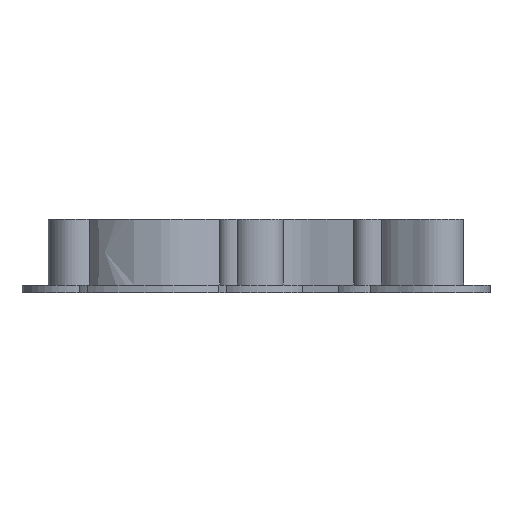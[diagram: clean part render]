
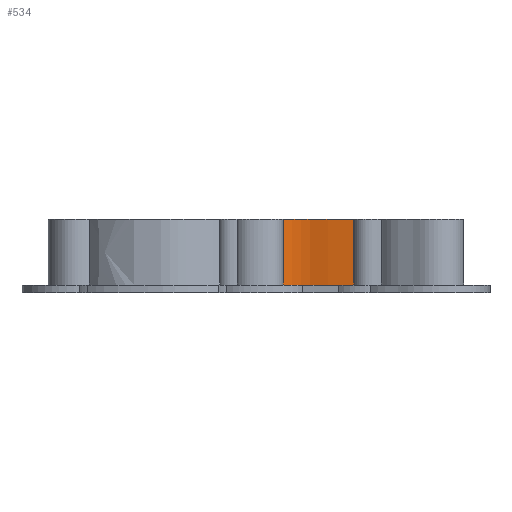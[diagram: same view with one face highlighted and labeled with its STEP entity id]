
A CAD part, left-side view. The second image highlights one B-rep face of the part: STEP entity #534.
In plain terms, the highlighted free-form (B-spline) face has degree [3, 1] with [11, 2] control points.
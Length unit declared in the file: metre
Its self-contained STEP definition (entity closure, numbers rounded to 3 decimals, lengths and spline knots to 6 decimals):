
#30=LINE('',#1217,#57);
#31=LINE('',#1290,#58);
#57=VECTOR('',#592,1.);
#58=VECTOR('',#593,1.);
#102=ORIENTED_EDGE('',*,*,#263,.T.);
#103=ORIENTED_EDGE('',*,*,#264,.F.);
#104=ORIENTED_EDGE('',*,*,#265,.F.);
#105=ORIENTED_EDGE('',*,*,#261,.T.);
#261=EDGE_CURVE('',#340,#339,#30,.T.);
#263=EDGE_CURVE('',#339,#341,#395,.T.);
#264=EDGE_CURVE('',#342,#341,#31,.T.);
#265=EDGE_CURVE('',#340,#342,#396,.T.);
#339=VERTEX_POINT('',#1216);
#340=VERTEX_POINT('',#1218);
#341=VERTEX_POINT('',#1289);
#342=VERTEX_POINT('',#1291);
#395=B_SPLINE_CURVE_WITH_KNOTS('',3,(#1269,#1270,#1271,#1272,#1273,#1274,
#1275,#1276,#1277,#1278,#1279,#1280,#1281,#1282,#1283,#1284,#1285,#1286,
#1287,#1288),.UNSPECIFIED.,.F.,.F.,(4,1,1,1,1,1,1,1,1,1,1,1,1,1,1,1,1,4),
(0.282292,0.286065,0.289837,0.29361,
0.295496,0.297382,0.301155,0.304927,
0.3087,0.312473,0.316245,0.320018,
0.32379,0.327563,0.331335,0.335108,
0.338881,0.342653),.UNSPECIFIED.);
#396=B_SPLINE_CURVE_WITH_KNOTS('',3,(#1292,#1293,#1294,#1295,#1296,#1297,
#1298,#1299,#1300,#1301,#1302,#1303,#1304,#1305,#1306,#1307,#1308,#1309,
#1310,#1311),.UNSPECIFIED.,.F.,.F.,(4,1,1,1,1,1,1,1,1,1,1,1,1,1,1,1,1,4),
(0.282292,0.286065,0.289837,0.29361,
0.295496,0.297382,0.301155,0.304927,
0.3087,0.312473,0.316245,0.320018,
0.32379,0.327563,0.331335,0.335108,
0.338881,0.342653),.UNSPECIFIED.);
#439=EDGE_LOOP('',(#102,#103,#104,#105));
#474=FACE_BOUND('',#439,.T.);
#509=B_SPLINE_SURFACE_WITH_KNOTS('',3,1,((#1247,#1248),(#1249,#1250),(#1251,
#1252),(#1253,#1254),(#1255,#1256),(#1257,#1258),(#1259,#1260),(#1261,#1262),
(#1263,#1264),(#1265,#1266),(#1267,#1268)),.SURF_OF_LINEAR_EXTRUSION.,.F.,
 .F.,.F.,(4,1,1,1,1,1,1,1,4),(2,2),(0.282292,0.289837,
0.297382,0.304927,0.312473,0.320018,
0.327563,0.335108,0.342653),(0.,1.),
 .UNSPECIFIED.);
#534=ADVANCED_FACE('',(#474),#509,.F.);
#592=DIRECTION('',(0.,0.,-1.));
#593=DIRECTION('',(0.,0.,-1.));
#1216=CARTESIAN_POINT('',(-0.009337,0.00758,0.));
#1217=CARTESIAN_POINT('',(-0.009337,0.00758,0.0127));
#1218=CARTESIAN_POINT('',(-0.009337,0.00758,0.0127));
#1247=CARTESIAN_POINT('',(-0.009337,0.00758,0.0127));
#1248=CARTESIAN_POINT('',(-0.009337,0.00758,0.));
#1249=CARTESIAN_POINT('',(-0.009237,0.007252,0.0127));
#1250=CARTESIAN_POINT('',(-0.009237,0.007252,0.));
#1251=CARTESIAN_POINT('',(-0.009021,0.006247,0.0127));
#1252=CARTESIAN_POINT('',(-0.009021,0.006247,0.));
#1253=CARTESIAN_POINT('',(-0.008896,0.004584,0.0127));
#1254=CARTESIAN_POINT('',(-0.008896,0.004584,0.));
#1255=CARTESIAN_POINT('',(-0.008995,0.00311,0.0127));
#1256=CARTESIAN_POINT('',(-0.008995,0.00311,0.));
#1257=CARTESIAN_POINT('',(-0.009237,0.001733,0.0127));
#1258=CARTESIAN_POINT('',(-0.009237,0.001733,0.));
#1259=CARTESIAN_POINT('',(-0.009583,0.000386,0.0127));
#1260=CARTESIAN_POINT('',(-0.009583,0.000386,0.));
#1261=CARTESIAN_POINT('',(-0.010034,-0.001419,0.0127));
#1262=CARTESIAN_POINT('',(-0.010034,-0.001419,0.));
#1263=CARTESIAN_POINT('',(-0.010499,-0.003876,0.0127));
#1264=CARTESIAN_POINT('',(-0.010499,-0.003876,0.));
#1265=CARTESIAN_POINT('',(-0.010734,-0.0054,0.0127));
#1266=CARTESIAN_POINT('',(-0.010734,-0.0054,0.));
#1267=CARTESIAN_POINT('',(-0.010813,-0.006022,0.0127));
#1268=CARTESIAN_POINT('',(-0.010813,-0.006022,0.));
#1269=CARTESIAN_POINT('',(-0.009337,0.00758,0.));
#1270=CARTESIAN_POINT('',(-0.009287,0.007416,0.));
#1271=CARTESIAN_POINT('',(-0.009181,0.007,0.));
#1272=CARTESIAN_POINT('',(-0.009047,0.006231,0.));
#1273=CARTESIAN_POINT('',(-0.008972,0.005542,0.));
#1274=CARTESIAN_POINT('',(-0.00894,0.005004,0.));
#1275=CARTESIAN_POINT('',(-0.008928,0.004485,0.));
#1276=CARTESIAN_POINT('',(-0.008946,0.003852,0.));
#1277=CARTESIAN_POINT('',(-0.009012,0.003122,0.));
#1278=CARTESIAN_POINT('',(-0.009117,0.002416,0.));
#1279=CARTESIAN_POINT('',(-0.00925,0.001737,0.));
#1280=CARTESIAN_POINT('',(-0.009409,0.001064,0.));
#1281=CARTESIAN_POINT('',(-0.009597,0.000327,0.));
#1282=CARTESIAN_POINT('',(-0.009808,-0.000514,0.));
#1283=CARTESIAN_POINT('',(-0.010036,-0.0015,0.));
#1284=CARTESIAN_POINT('',(-0.010267,-0.00265,0.));
#1285=CARTESIAN_POINT('',(-0.010485,-0.003853,0.));
#1286=CARTESIAN_POINT('',(-0.010675,-0.005021,0.));
#1287=CARTESIAN_POINT('',(-0.010773,-0.005711,0.));
#1288=CARTESIAN_POINT('',(-0.010813,-0.006022,0.));
#1289=CARTESIAN_POINT('',(-0.010813,-0.006022,0.));
#1290=CARTESIAN_POINT('',(-0.010813,-0.006022,0.0127));
#1291=CARTESIAN_POINT('',(-0.010813,-0.006022,0.0127));
#1292=CARTESIAN_POINT('',(-0.009337,0.00758,0.0127));
#1293=CARTESIAN_POINT('',(-0.009287,0.007416,0.0127));
#1294=CARTESIAN_POINT('',(-0.009181,0.007,0.0127));
#1295=CARTESIAN_POINT('',(-0.009047,0.006231,0.0127));
#1296=CARTESIAN_POINT('',(-0.008972,0.005542,0.0127));
#1297=CARTESIAN_POINT('',(-0.00894,0.005004,0.0127));
#1298=CARTESIAN_POINT('',(-0.008928,0.004485,0.0127));
#1299=CARTESIAN_POINT('',(-0.008946,0.003852,0.0127));
#1300=CARTESIAN_POINT('',(-0.009012,0.003122,0.0127));
#1301=CARTESIAN_POINT('',(-0.009117,0.002416,0.0127));
#1302=CARTESIAN_POINT('',(-0.00925,0.001737,0.0127));
#1303=CARTESIAN_POINT('',(-0.009409,0.001064,0.0127));
#1304=CARTESIAN_POINT('',(-0.009597,0.000327,0.0127));
#1305=CARTESIAN_POINT('',(-0.009808,-0.000514,0.0127));
#1306=CARTESIAN_POINT('',(-0.010036,-0.0015,0.0127));
#1307=CARTESIAN_POINT('',(-0.010267,-0.00265,0.0127));
#1308=CARTESIAN_POINT('',(-0.010485,-0.003853,0.0127));
#1309=CARTESIAN_POINT('',(-0.010675,-0.005021,0.0127));
#1310=CARTESIAN_POINT('',(-0.010773,-0.005711,0.0127));
#1311=CARTESIAN_POINT('',(-0.010813,-0.006022,0.0127));
